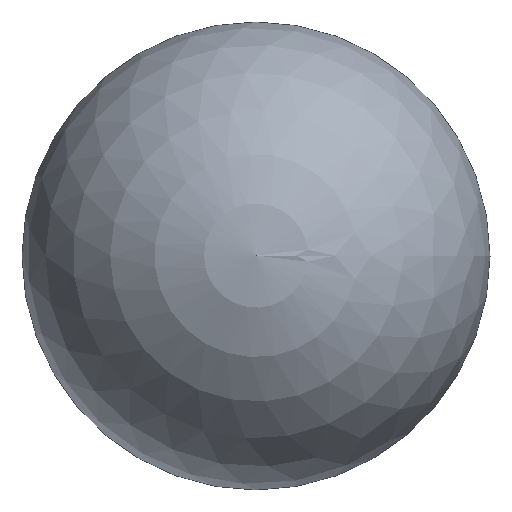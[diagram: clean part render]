
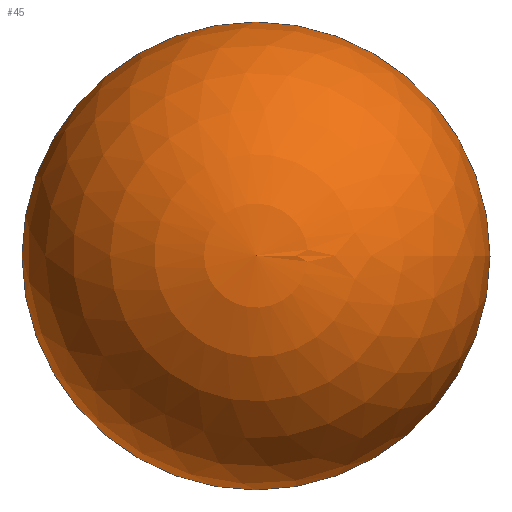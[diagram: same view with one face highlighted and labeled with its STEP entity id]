
A CAD part, top view. The second image highlights one B-rep face of the part: STEP entity #45.
In plain terms, the highlighted spherical face has radius 1.25 mm.
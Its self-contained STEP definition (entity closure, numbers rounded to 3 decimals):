
#5 = CIRCLE ( 'NONE', #71, 1.25 ) ;
#6 = DIRECTION ( 'NONE',  ( 0., 0., 1. ) ) ;
#7 = CARTESIAN_POINT ( 'NONE',  ( 0., 0., 0. ) ) ;
#9 = CIRCLE ( 'NONE', #42, 1.25 ) ;
#10 = DIRECTION ( 'NONE',  ( 1., 0., 0. ) ) ;
#15 = SPHERICAL_SURFACE ( 'NONE', #66, 1.25 ) ;
#16 = FACE_OUTER_BOUND ( 'NONE', #84, .T. ) ;
#39 = CARTESIAN_POINT ( 'NONE',  ( 0., 0., 0. ) ) ;
#42 = AXIS2_PLACEMENT_3D ( 'NONE', #7, #6, #10 ) ;
#44 = DIRECTION ( 'NONE',  ( 1., 0., 0. ) ) ;
#45 = ADVANCED_FACE ( 'NONE', ( #16 ), #15, .T. ) ;
#46 = DIRECTION ( 'NONE',  ( 0., 0., -1. ) ) ;
#47 = CARTESIAN_POINT ( 'NONE',  ( 0., 0., 0. ) ) ;
#48 = CARTESIAN_POINT ( 'NONE',  ( 0., -1.25, 0. ) ) ;
#49 = DIRECTION ( 'NONE',  ( -1., 0., 0. ) ) ;
#50 = DIRECTION ( 'NONE',  ( 0., 0., -1. ) ) ;
#61 = ORIENTED_EDGE ( 'NONE', *, *, #80, .F. ) ;
#62 = ORIENTED_EDGE ( 'NONE', *, *, #87, .T. ) ;
#65 = VERTEX_POINT ( 'NONE', #48 ) ;
#66 = AXIS2_PLACEMENT_3D ( 'NONE', #47, #46, #44 ) ;
#71 = AXIS2_PLACEMENT_3D ( 'NONE', #39, #50, #49 ) ;
#73 = CARTESIAN_POINT ( 'NONE',  ( 0., 1.25, 0. ) ) ;
#74 = VERTEX_POINT ( 'NONE', #73 ) ;
#80 = EDGE_CURVE ( 'NONE', #65, #74, #5, .T. ) ;
#84 = EDGE_LOOP ( 'NONE', ( #61, #62 ) ) ;
#87 = EDGE_CURVE ( 'NONE', #65, #74, #9, .T. ) ;
